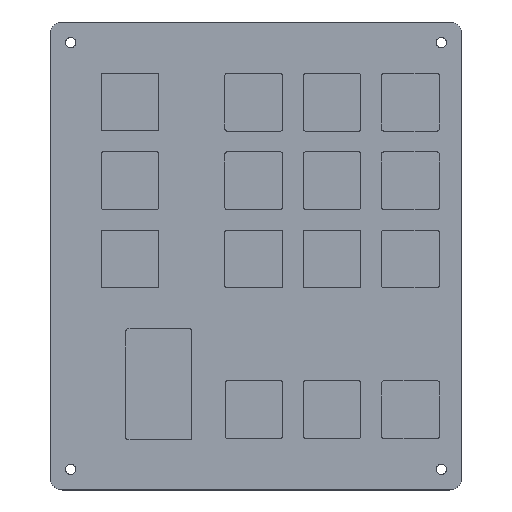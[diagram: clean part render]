
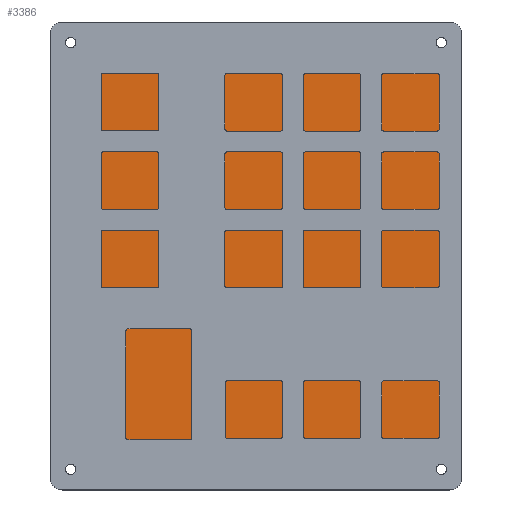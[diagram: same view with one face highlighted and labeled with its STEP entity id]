
A CAD part, top view. The second image highlights one B-rep face of the part: STEP entity #3386.
In plain terms, the highlighted planar face has unit normal (0, 0, 1).
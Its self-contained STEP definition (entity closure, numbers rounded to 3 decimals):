
#88=PLANE('',#3603);
#190=FACE_OUTER_BOUND('',#373,.T.);
#373=EDGE_LOOP('',(#2367,#2368,#2369,#2370,#2371,#2372,#2373,#2374));
#596=LINE('',#5095,#930);
#607=LINE('',#5182,#941);
#609=LINE('',#5186,#943);
#611=LINE('',#5191,#945);
#612=LINE('',#5193,#946);
#613=LINE('',#5195,#947);
#614=LINE('',#5197,#948);
#615=LINE('',#5198,#949);
#930=VECTOR('',#3999,10.);
#941=VECTOR('',#4036,10.);
#943=VECTOR('',#4040,10.);
#945=VECTOR('',#4046,10.);
#946=VECTOR('',#4047,10.);
#947=VECTOR('',#4048,10.);
#948=VECTOR('',#4049,10.);
#949=VECTOR('',#4050,10.);
#1440=VERTEX_POINT('',#5092);
#1441=VERTEX_POINT('',#5094);
#1449=VERTEX_POINT('',#5180);
#1450=VERTEX_POINT('',#5184);
#1451=VERTEX_POINT('',#5190);
#1452=VERTEX_POINT('',#5192);
#1453=VERTEX_POINT('',#5194);
#1454=VERTEX_POINT('',#5196);
#1789=EDGE_CURVE('',#1441,#1440,#596,.T.);
#1807=EDGE_CURVE('',#1440,#1449,#607,.T.);
#1809=EDGE_CURVE('',#1449,#1450,#609,.T.);
#1811=EDGE_CURVE('',#1450,#1451,#611,.T.);
#1812=EDGE_CURVE('',#1451,#1452,#612,.T.);
#1813=EDGE_CURVE('',#1452,#1453,#613,.T.);
#1814=EDGE_CURVE('',#1453,#1454,#614,.T.);
#1815=EDGE_CURVE('',#1454,#1441,#615,.T.);
#2367=ORIENTED_EDGE('',*,*,#1789,.T.);
#2368=ORIENTED_EDGE('',*,*,#1807,.T.);
#2369=ORIENTED_EDGE('',*,*,#1809,.T.);
#2370=ORIENTED_EDGE('',*,*,#1811,.T.);
#2371=ORIENTED_EDGE('',*,*,#1812,.T.);
#2372=ORIENTED_EDGE('',*,*,#1813,.T.);
#2373=ORIENTED_EDGE('',*,*,#1814,.T.);
#2374=ORIENTED_EDGE('',*,*,#1815,.T.);
#3386=ADVANCED_FACE('',(#190),#88,.T.);
#3603=AXIS2_PLACEMENT_3D('',#5189,#4044,#4045);
#3999=DIRECTION('',(-1.,0.,0.));
#4036=DIRECTION('',(0.,1.,0.));
#4040=DIRECTION('',(1.,0.,0.));
#4044=DIRECTION('center_axis',(0.,0.,1.));
#4045=DIRECTION('ref_axis',(1.,0.,0.));
#4046=DIRECTION('',(0.,1.,0.));
#4047=DIRECTION('',(-1.,0.,0.));
#4048=DIRECTION('',(0.,-1.,0.));
#4049=DIRECTION('',(1.,0.,0.));
#4050=DIRECTION('',(0.,1.,0.));
#5092=CARTESIAN_POINT('',(107.227,-86.5,5.));
#5094=CARTESIAN_POINT('',(109.227,-86.5,5.));
#5095=CARTESIAN_POINT('',(88.937,-86.5,5.));
#5180=CARTESIAN_POINT('',(107.227,-75.278,5.));
#5182=CARTESIAN_POINT('',(107.227,-71.399,5.));
#5184=CARTESIAN_POINT('',(109.227,-75.278,5.));
#5186=CARTESIAN_POINT('',(88.937,-75.278,5.));
#5189=CARTESIAN_POINT('Origin',(65.648,-61.909,5.));
#5190=CARTESIAN_POINT('',(109.227,-15.034,5.));
#5191=CARTESIAN_POINT('',(109.227,-15.034,5.));
#5192=CARTESIAN_POINT('',(22.07,-15.034,5.));
#5193=CARTESIAN_POINT('',(22.07,-15.034,5.));
#5194=CARTESIAN_POINT('',(22.07,-108.784,5.));
#5195=CARTESIAN_POINT('',(22.07,-108.784,5.));
#5196=CARTESIAN_POINT('',(109.227,-108.784,5.));
#5197=CARTESIAN_POINT('',(109.227,-108.784,5.));
#5198=CARTESIAN_POINT('',(109.227,-15.034,5.));
